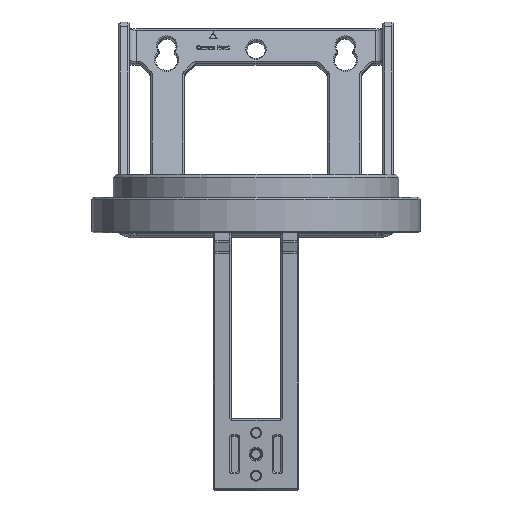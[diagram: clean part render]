
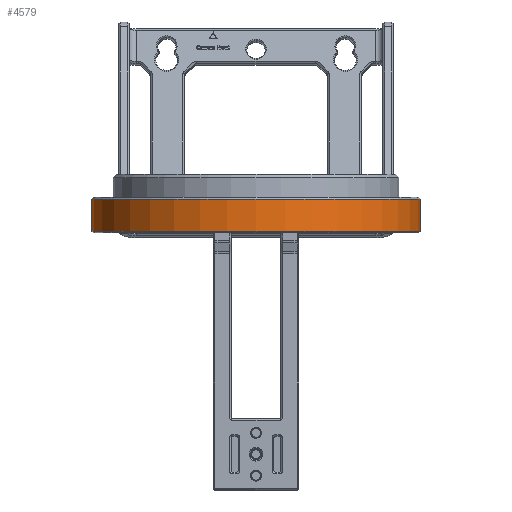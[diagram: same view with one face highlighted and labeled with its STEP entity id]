
A CAD part, front view. The second image highlights one B-rep face of the part: STEP entity #4579.
In plain terms, the highlighted cylindrical face has radius 46 mm (diameter 92 mm), a partial arc.
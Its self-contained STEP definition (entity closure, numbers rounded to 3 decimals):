
#2496 = CARTESIAN_POINT ( 'NONE',  ( 0., 0., -4.5 ) ) ;
#4579 = ADVANCED_FACE ( 'NONE', ( #52118 ), #65676, .T. ) ;
#4693 = DIRECTION ( 'NONE',  ( 0., 0., 1. ) ) ;
#8867 = DIRECTION ( 'NONE',  ( 1., 0., 0. ) ) ;
#12402 = EDGE_CURVE ( 'NONE', #55127, #47719, #56941, .T. ) ;
#13000 = AXIS2_PLACEMENT_3D ( 'NONE', #65266, #32924, #58911 ) ;
#13341 = VECTOR ( 'NONE', #4693, 1000. ) ;
#17540 = DIRECTION ( 'NONE',  ( 1., 0., 0. ) ) ;
#20441 = DIRECTION ( 'NONE',  ( 0., 0., 1. ) ) ;
#22744 = CARTESIAN_POINT ( 'NONE',  ( 46., 0., -4.5 ) ) ;
#25219 = EDGE_CURVE ( 'NONE', #33073, #55409, #67991, .T. ) ;
#26235 = EDGE_LOOP ( 'NONE', ( #63270, #45300, #54478, #38685 ) ) ;
#27543 = DIRECTION ( 'NONE',  ( 0., 0., 1. ) ) ;
#32924 = DIRECTION ( 'NONE',  ( 0., 0., 1. ) ) ;
#33073 = VERTEX_POINT ( 'NONE', #73530 ) ;
#36295 = VECTOR ( 'NONE', #20441, 1000. ) ;
#38685 = ORIENTED_EDGE ( 'NONE', *, *, #25219, .T. ) ;
#43590 = AXIS2_PLACEMENT_3D ( 'NONE', #68147, #75756, #17540 ) ;
#45300 = ORIENTED_EDGE ( 'NONE', *, *, #12402, .T. ) ;
#47719 = VERTEX_POINT ( 'NONE', #22744 ) ;
#48718 = CARTESIAN_POINT ( 'NONE',  ( -46., 0., 4.5 ) ) ;
#50988 = EDGE_CURVE ( 'NONE', #47719, #33073, #65516, .T. ) ;
#52118 = FACE_OUTER_BOUND ( 'NONE', #26235, .T. ) ;
#54478 = ORIENTED_EDGE ( 'NONE', *, *, #50988, .T. ) ;
#55127 = VERTEX_POINT ( 'NONE', #59015 ) ;
#55409 = VERTEX_POINT ( 'NONE', #48718 ) ;
#56934 = LINE ( 'NONE', #68418, #13341 ) ;
#56941 = CIRCLE ( 'NONE', #61017, 46. ) ;
#58911 = DIRECTION ( 'NONE',  ( 1., 0., 0. ) ) ;
#59015 = CARTESIAN_POINT ( 'NONE',  ( -46., 0., -4.5 ) ) ;
#61017 = AXIS2_PLACEMENT_3D ( 'NONE', #2496, #27543, #8867 ) ;
#63270 = ORIENTED_EDGE ( 'NONE', *, *, #72253, .F. ) ;
#65266 = CARTESIAN_POINT ( 'NONE',  ( 0., 0., -5. ) ) ;
#65516 = LINE ( 'NONE', #79484, #36295 ) ;
#65676 = CYLINDRICAL_SURFACE ( 'NONE', #13000, 46. ) ;
#67991 = CIRCLE ( 'NONE', #43590, 46. ) ;
#68147 = CARTESIAN_POINT ( 'NONE',  ( 0., 0., 4.5 ) ) ;
#68418 = CARTESIAN_POINT ( 'NONE',  ( -46., 0., -5. ) ) ;
#72253 = EDGE_CURVE ( 'NONE', #55127, #55409, #56934, .T. ) ;
#73530 = CARTESIAN_POINT ( 'NONE',  ( 46., 0., 4.5 ) ) ;
#75756 = DIRECTION ( 'NONE',  ( 0., 0., -1. ) ) ;
#79484 = CARTESIAN_POINT ( 'NONE',  ( 46., 0., -5. ) ) ;
